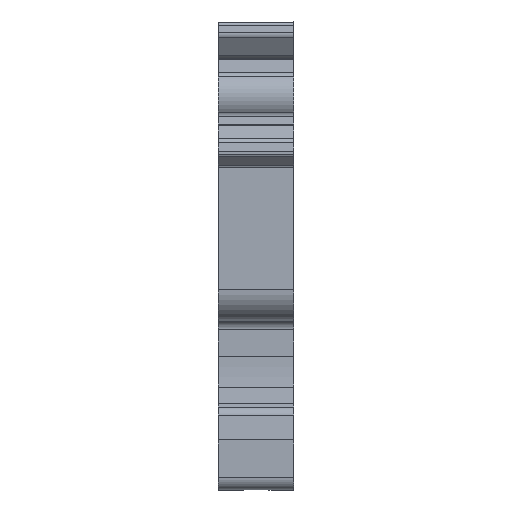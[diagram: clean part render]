
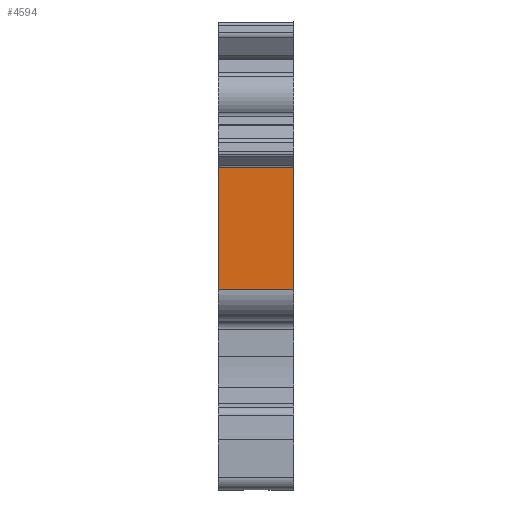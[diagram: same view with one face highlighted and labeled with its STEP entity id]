
A CAD part, left-side view. The second image highlights one B-rep face of the part: STEP entity #4594.
In plain terms, the highlighted planar face has unit normal (-1, 0, 0).
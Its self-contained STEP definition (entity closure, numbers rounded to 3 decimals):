
#222 = VERTEX_POINT ( 'NONE', #34378 ) ;
#775 = VECTOR ( 'NONE', #27822, 1000. ) ;
#1114 = EDGE_CURVE ( 'NONE', #5325, #222, #12795, .T. ) ;
#1198 = CARTESIAN_POINT ( 'NONE',  ( -43.5, 6., 18.488 ) ) ;
#1316 = CARTESIAN_POINT ( 'NONE',  ( -43.5, 0., 18.488 ) ) ;
#1485 = ORIENTED_EDGE ( 'NONE', *, *, #13721, .T. ) ;
#1787 = VECTOR ( 'NONE', #29692, 1000. ) ;
#3977 = VECTOR ( 'NONE', #12521, 1000. ) ;
#4594 = ADVANCED_FACE ( 'NONE', ( #32991 ), #21005, .T. ) ;
#5325 = VERTEX_POINT ( 'NONE', #31456 ) ;
#5453 = EDGE_LOOP ( 'NONE', ( #1485, #34796, #7344, #9357 ) ) ;
#6477 = LINE ( 'NONE', #1316, #3977 ) ;
#7344 = ORIENTED_EDGE ( 'NONE', *, *, #1114, .F. ) ;
#9357 = ORIENTED_EDGE ( 'NONE', *, *, #20356, .T. ) ;
#12521 = DIRECTION ( 'NONE',  ( 0., 0., 1. ) ) ;
#12795 = LINE ( 'NONE', #15385, #1787 ) ;
#13432 = EDGE_CURVE ( 'NONE', #32733, #222, #30594, .T. ) ;
#13721 = EDGE_CURVE ( 'NONE', #28298, #32733, #25130, .T. ) ;
#15385 = CARTESIAN_POINT ( 'NONE',  ( -43.5, 0., 8.734 ) ) ;
#15735 = CARTESIAN_POINT ( 'NONE',  ( -43.5, 0., 18.488 ) ) ;
#16522 = CARTESIAN_POINT ( 'NONE',  ( -43.5, 0., 18.488 ) ) ;
#20356 = EDGE_CURVE ( 'NONE', #5325, #28298, #6477, .T. ) ;
#21005 = PLANE ( 'NONE',  #31326 ) ;
#24702 = CARTESIAN_POINT ( 'NONE',  ( -43.5, 6., 8.734 ) ) ;
#25130 = LINE ( 'NONE', #16522, #27142 ) ;
#27142 = VECTOR ( 'NONE', #27885, 1000. ) ;
#27259 = DIRECTION ( 'NONE',  ( -1., 0., 0. ) ) ;
#27822 = DIRECTION ( 'NONE',  ( 0., 0., -1. ) ) ;
#27885 = DIRECTION ( 'NONE',  ( 0., 1., 0. ) ) ;
#28298 = VERTEX_POINT ( 'NONE', #32172 ) ;
#29690 = DIRECTION ( 'NONE',  ( 0., 1., 0. ) ) ;
#29692 = DIRECTION ( 'NONE',  ( 0., 1., 0. ) ) ;
#30594 = LINE ( 'NONE', #24702, #775 ) ;
#31326 = AXIS2_PLACEMENT_3D ( 'NONE', #15735, #27259, #29690 ) ;
#31456 = CARTESIAN_POINT ( 'NONE',  ( -43.5, 0., 8.734 ) ) ;
#32172 = CARTESIAN_POINT ( 'NONE',  ( -43.5, 0., 18.488 ) ) ;
#32733 = VERTEX_POINT ( 'NONE', #1198 ) ;
#32991 = FACE_OUTER_BOUND ( 'NONE', #5453, .T. ) ;
#34378 = CARTESIAN_POINT ( 'NONE',  ( -43.5, 6., 8.734 ) ) ;
#34796 = ORIENTED_EDGE ( 'NONE', *, *, #13432, .T. ) ;
